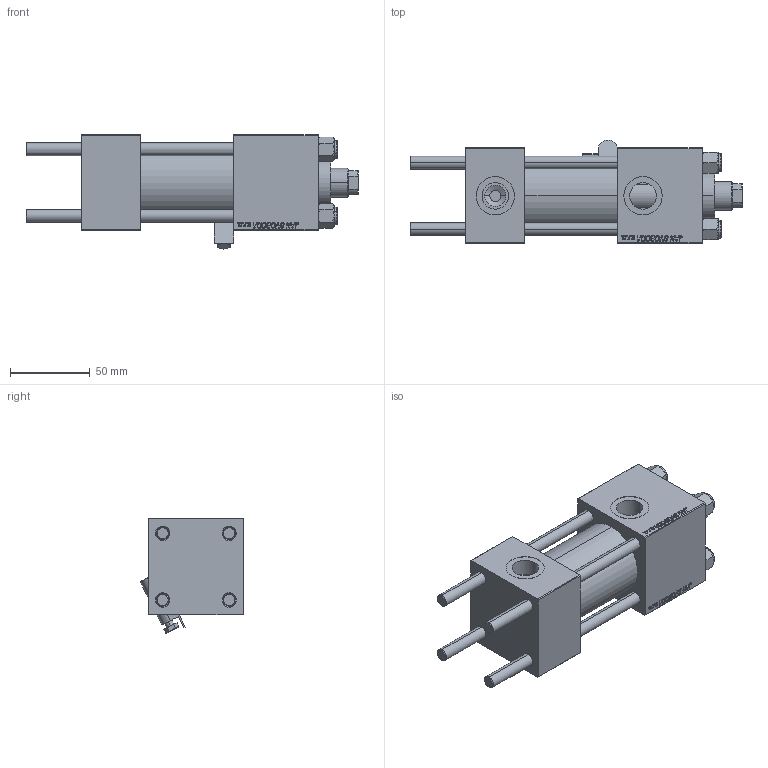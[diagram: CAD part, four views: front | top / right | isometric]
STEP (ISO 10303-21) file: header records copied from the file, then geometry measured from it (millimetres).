
FILE_DESCRIPTION (( 'STEP AP203' ), '1' );
FILE_NAME ('b904.STEP', '2023-08-26T15:38:46', ( '' ), ( '' ), 'SwSTEP 2.0', 'SolidWorks 2019', '' );
FILE_SCHEMA (( 'CONFIG_CONTROL_DESIGN' ));
Length unit declared in the file: millimetre
Products named in the file (7): CR025_012_A_0_G_A_G_M_020_+#_##_TYCINKA 4ab045fd258aa4ebd53c6c2d84c1f968; V215_VC_A 4ab045fd258aa4ebd53c6c2d84c1f968; MSRF_MSRG1 4ab045fd258aa4ebd53c6c2d84c1f968; V215CR_BODY_A 4ab045fd258aa4ebd53c6c2d84c1f968; NUT_M5 4ab045fd258aa4ebd53c6c2d84c1f968; b904; V215CR_VCP 4ab045fd258aa4ebd53c6c2d84c1f968
Assembly tree (12 placements, depth 2):
  b904
    V215CR_BODY_A 4ab045fd258aa4ebd53c6c2d84c1f968
    CR025_012_A_0_G_A_G_M_020_+#_##_TYCINKA 4ab045fd258aa4ebd53c6c2d84c1f968  x4
    NUT_M5 4ab045fd258aa4ebd53c6c2d84c1f968  x4
    V215CR_VCP 4ab045fd258aa4ebd53c6c2d84c1f968
    V215_VC_A 4ab045fd258aa4ebd53c6c2d84c1f968
    MSRF_MSRG1 4ab045fd258aa4ebd53c6c2d84c1f968
Bounding box: 208 x 64.97 x 71.72 mm (x, y, z)
Volume: 417436.4 mm3; surface area: 116152.7 mm2
Topology: 12 solids, 12 shells, 1167 faces, 2931 edges, 1901 vertices
Faces by surface type: plane 539, bspline 392, cone 136, cylinder 92, torus 8
Entity records: 50914 total; most frequent: CARTESIAN_POINT 27199, ORIENTED_EDGE 5354, DIRECTION 3395, EDGE_CURVE 2677, VERTEX_POINT 1757, LINE 1637, VECTOR 1637, EDGE_LOOP 1178
